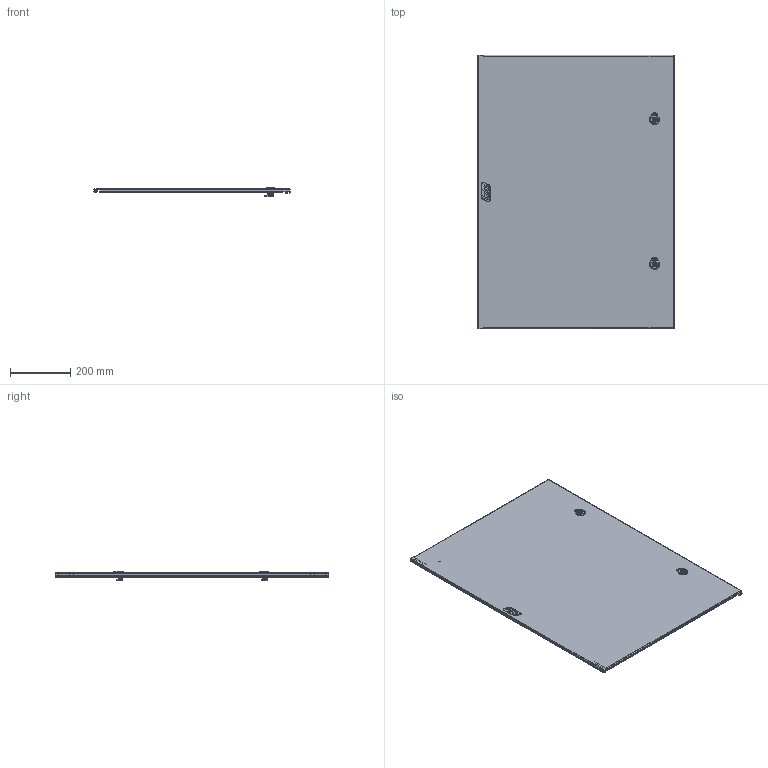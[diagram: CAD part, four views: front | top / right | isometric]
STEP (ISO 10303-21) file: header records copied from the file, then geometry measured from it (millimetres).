
FILE_DESCRIPTION(/* description */ (''),/* implementation_level */ '2;1');
FILE_NAME(/* name */ 'PO40EMP96-120.stp',/* time_stamp */ '2017-07-18T13:44:12+02:00',/* author */ (''),/* organization */ (''),/* preprocessor_version */ 'ST-DEVELOPER v15',/* originating_system */ 'SIEMENS PLM Software NX 9.0',/* authorisation */ '');
FILE_SCHEMA (('CONFIG_CONTROL_DESIGN'));
Length unit declared in the file: millimetre
Products named in the file (7): 92166_CIERRE_ATLANTIC; 91355_PERNO_M6x10; 55511_BISAGRA_EMPOTRAR_ATLANTIC; 65271_PT_67220_PO_EMP_96_120; LOGO_IDE; 65271_CONJ_PT_67220_PO_EMP_96_120; PO40EMP96-120_stp
Assembly tree (8 placements, depth 3):
  PO40EMP96-120_stp
    65271_CONJ_PT_67220_PO_EMP_96_120
      LOGO_IDE
      65271_PT_67220_PO_EMP_96_120
      55511_BISAGRA_EMPOTRAR_ATLANTIC  x2
      91355_PERNO_M6x10
      92166_CIERRE_ATLANTIC  x2
Bounding box: 651.3 x 908.6 x 30.21 mm (x, y, z)
Volume: 789202.7 mm3; surface area: 1301950.6 mm2
Topology: 13 solids, 13 shells, 494 faces, 1268 edges, 821 vertices
Faces by surface type: plane 309, cylinder 146, bspline 24, cone 11, torus 4
Full cylindrical faces by diameter (mm): 5 x2, 6 x1, 6.5 x1, 9.86 x2, 10 x2, 12.5 x2, 15.786 x2, 16.25 x2, 19.3 x2
Entity records: 11067 total; most frequent: CARTESIAN_POINT 2329, ORIENTED_EDGE 1718, DIRECTION 1572, EDGE_CURVE 859, LINE 566, VECTOR 566, VERTEX_POINT 559, AXIS2_PLACEMENT_3D 503
